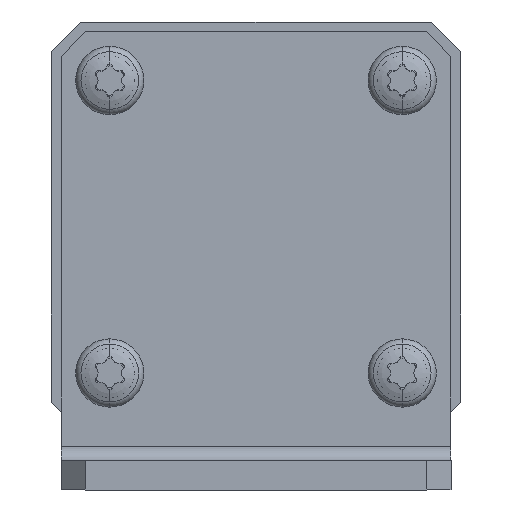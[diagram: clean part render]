
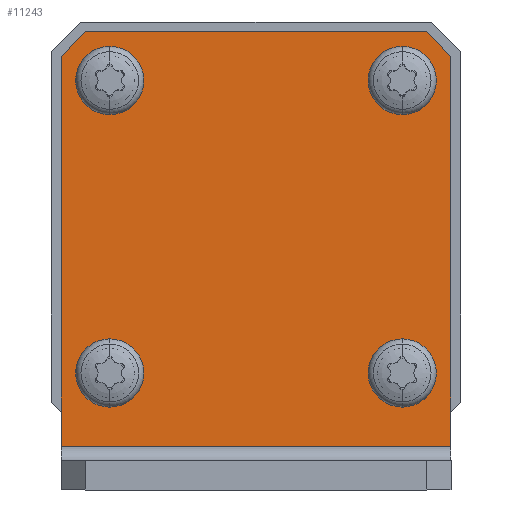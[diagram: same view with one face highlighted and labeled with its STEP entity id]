
A CAD part, front view. The second image highlights one B-rep face of the part: STEP entity #11243.
In plain terms, the highlighted face is planar.
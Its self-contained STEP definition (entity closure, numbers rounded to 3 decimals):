
#10470=DIRECTION('',(0.,0.,1.));
#10471=VECTOR('',#10470,40.);
#10472=CARTESIAN_POINT('',(3.,4.5,-20.));
#10473=LINE('',#10472,#10471);
#10477=CARTESIAN_POINT('',(3.,12.,-15.));
#10478=DIRECTION('',(1.,0.,0.));
#10479=DIRECTION('',(0.,0.,1.));
#10480=AXIS2_PLACEMENT_3D('',#10477,#10478,#10479);
#10485=CARTESIAN_POINT('',(3.,12.,-15.));
#10486=DIRECTION('',(1.,0.,0.));
#10487=DIRECTION('',(0.,0.,-1.));
#10488=AXIS2_PLACEMENT_3D('',#10485,#10486,#10487);
#10493=CARTESIAN_POINT('',(3.,12.,15.));
#10494=DIRECTION('',(1.,0.,0.));
#10495=DIRECTION('',(0.,0.,1.));
#10496=AXIS2_PLACEMENT_3D('',#10493,#10494,#10495);
#10501=CARTESIAN_POINT('',(3.,12.,15.));
#10502=DIRECTION('',(1.,0.,0.));
#10503=DIRECTION('',(0.,0.,-1.));
#10504=AXIS2_PLACEMENT_3D('',#10501,#10502,#10503);
#10509=CARTESIAN_POINT('',(3.,42.,-15.));
#10510=DIRECTION('',(1.,0.,0.));
#10511=DIRECTION('',(0.,0.,1.));
#10512=AXIS2_PLACEMENT_3D('',#10509,#10510,#10511);
#10517=CARTESIAN_POINT('',(3.,42.,-15.));
#10518=DIRECTION('',(1.,0.,0.));
#10519=DIRECTION('',(0.,0.,-1.));
#10520=AXIS2_PLACEMENT_3D('',#10517,#10518,#10519);
#10525=CARTESIAN_POINT('',(3.,42.,15.));
#10526=DIRECTION('',(1.,0.,0.));
#10527=DIRECTION('',(0.,0.,1.));
#10528=AXIS2_PLACEMENT_3D('',#10525,#10526,#10527);
#10533=CARTESIAN_POINT('',(3.,42.,15.));
#10534=DIRECTION('',(1.,0.,0.));
#10535=DIRECTION('',(0.,0.,-1.));
#10536=AXIS2_PLACEMENT_3D('',#10533,#10534,#10535);
#10541=DIRECTION('',(0.,0.707,0.707));
#10542=VECTOR('',#10541,3.536);
#10543=CARTESIAN_POINT('',(3.,44.5,-20.));
#10544=LINE('',#10543,#10542);
#10548=DIRECTION('',(0.,-0.707,0.707));
#10549=VECTOR('',#10548,3.536);
#10550=CARTESIAN_POINT('',(3.,47.,17.5));
#10551=LINE('',#10550,#10549);
#10555=DIRECTION('',(0.,0.,1.));
#10556=VECTOR('',#10555,35.);
#10557=CARTESIAN_POINT('',(3.,47.,-17.5));
#10558=LINE('',#10557,#10556);
#10724=DIRECTION('',(0.,-1.,0.));
#10725=VECTOR('',#10724,40.);
#10726=CARTESIAN_POINT('',(3.,44.5,-20.));
#10727=LINE('',#10726,#10725);
#10752=DIRECTION('',(0.,-1.,0.));
#10753=VECTOR('',#10752,40.);
#10754=CARTESIAN_POINT('',(3.,44.5,20.));
#10755=LINE('',#10754,#10753);
#10774=CARTESIAN_POINT('',(3.,4.5,-20.));
#10776=VERTEX_POINT('',#10774);
#10778=CARTESIAN_POINT('',(3.,4.5,20.));
#10780=VERTEX_POINT('',#10778);
#10798=CARTESIAN_POINT('',(3.,42.,17.5));
#10799=CARTESIAN_POINT('',(3.,42.,12.5));
#10800=VERTEX_POINT('',#10798);
#10801=VERTEX_POINT('',#10799);
#10802=CARTESIAN_POINT('',(3.,42.,-12.5));
#10803=CARTESIAN_POINT('',(3.,42.,-17.5));
#10804=VERTEX_POINT('',#10802);
#10805=VERTEX_POINT('',#10803);
#10806=CARTESIAN_POINT('',(3.,12.,17.5));
#10807=CARTESIAN_POINT('',(3.,12.,12.5));
#10808=VERTEX_POINT('',#10806);
#10809=VERTEX_POINT('',#10807);
#10810=CARTESIAN_POINT('',(3.,12.,-12.5));
#10811=CARTESIAN_POINT('',(3.,12.,-17.5));
#10812=VERTEX_POINT('',#10810);
#10813=VERTEX_POINT('',#10811);
#10834=CARTESIAN_POINT('',(3.,44.5,-20.));
#10835=VERTEX_POINT('',#10834);
#10836=CARTESIAN_POINT('',(3.,47.,-17.5));
#10837=VERTEX_POINT('',#10836);
#10842=CARTESIAN_POINT('',(3.,47.,17.5));
#10843=VERTEX_POINT('',#10842);
#10844=CARTESIAN_POINT('',(3.,44.5,20.));
#10845=VERTEX_POINT('',#10844);
#11201=CARTESIAN_POINT('',(3.,47.,-20.));
#11202=DIRECTION('',(-1.,0.,0.));
#11203=DIRECTION('',(0.,-1.,0.));
#11204=AXIS2_PLACEMENT_3D('',#11201,#11202,#11203);
#11205=PLANE('',#11204);
#11207=ORIENTED_EDGE('',*,*,#11206,.F.);
#11209=ORIENTED_EDGE('',*,*,#11208,.T.);
#11210=ORIENTED_EDGE('',*,*,#11189,.T.);
#11212=ORIENTED_EDGE('',*,*,#11211,.F.);
#11214=ORIENTED_EDGE('',*,*,#11213,.F.);
#11216=ORIENTED_EDGE('',*,*,#11215,.F.);
#11217=EDGE_LOOP('',(#11207,#11209,#11210,#11212,#11214,#11216));
#11218=FACE_OUTER_BOUND('',#11217,.F.);
#11220=ORIENTED_EDGE('',*,*,#11219,.T.);
#11222=ORIENTED_EDGE('',*,*,#11221,.T.);
#11223=EDGE_LOOP('',(#11220,#11222));
#11224=FACE_BOUND('',#11223,.F.);
#11226=ORIENTED_EDGE('',*,*,#11225,.T.);
#11228=ORIENTED_EDGE('',*,*,#11227,.T.);
#11229=EDGE_LOOP('',(#11226,#11228));
#11230=FACE_BOUND('',#11229,.F.);
#11232=ORIENTED_EDGE('',*,*,#11231,.T.);
#11234=ORIENTED_EDGE('',*,*,#11233,.T.);
#11235=EDGE_LOOP('',(#11232,#11234));
#11236=FACE_BOUND('',#11235,.F.);
#11238=ORIENTED_EDGE('',*,*,#11237,.T.);
#11240=ORIENTED_EDGE('',*,*,#11239,.T.);
#11241=EDGE_LOOP('',(#11238,#11240));
#11242=FACE_BOUND('',#11241,.F.);
#10481=CIRCLE('',#10480,2.5);
#10489=CIRCLE('',#10488,2.5);
#10497=CIRCLE('',#10496,2.5);
#10505=CIRCLE('',#10504,2.5);
#10513=CIRCLE('',#10512,2.5);
#10521=CIRCLE('',#10520,2.5);
#10529=CIRCLE('',#10528,2.5);
#10537=CIRCLE('',#10536,2.5);
#11189=EDGE_CURVE('',#10776,#10780,#10473,.T.);
#11206=EDGE_CURVE('',#10835,#10837,#10544,.T.);
#11208=EDGE_CURVE('',#10835,#10776,#10727,.T.);
#11211=EDGE_CURVE('',#10845,#10780,#10755,.T.);
#11213=EDGE_CURVE('',#10843,#10845,#10551,.T.);
#11215=EDGE_CURVE('',#10837,#10843,#10558,.T.);
#11219=EDGE_CURVE('',#10808,#10809,#10497,.T.);
#11221=EDGE_CURVE('',#10809,#10808,#10505,.T.);
#11225=EDGE_CURVE('',#10804,#10805,#10513,.T.);
#11227=EDGE_CURVE('',#10805,#10804,#10521,.T.);
#11231=EDGE_CURVE('',#10800,#10801,#10529,.T.);
#11233=EDGE_CURVE('',#10801,#10800,#10537,.T.);
#11237=EDGE_CURVE('',#10812,#10813,#10481,.T.);
#11239=EDGE_CURVE('',#10813,#10812,#10489,.T.);
#11243=ADVANCED_FACE('',(#11218,#11224,#11230,#11236,#11242),#11205,.F.);
